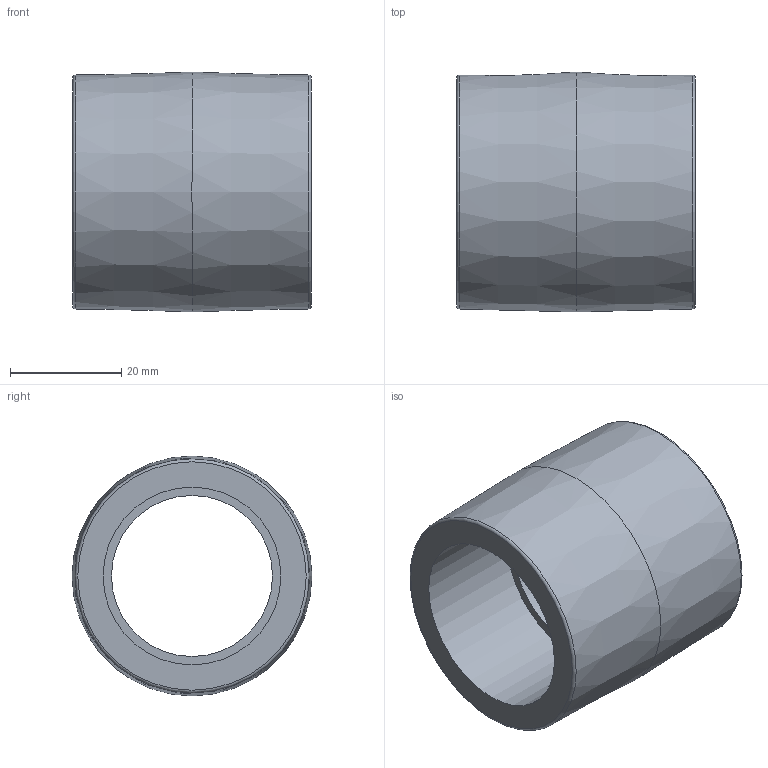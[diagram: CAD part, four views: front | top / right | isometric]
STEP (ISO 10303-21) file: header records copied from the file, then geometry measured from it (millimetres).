
FILE_DESCRIPTION(/* description */ ('PE100 Coupling, Ø32, PN16'),/* implementation_level */ '2;1');
FILE_NAME(/* name */ 'MIE-RC-032',/* time_stamp */ '2023-01-10T10:02:23+01:00',/* author */ ('COAB Solutions'),/* organization */ ('GPA Flowsystem'),/* preprocessor_version */ 'www.coabsolutions.com - creating and organizing all your 3D drawings',/* originating_system */ 'Autodesk Inventor 2021',/* authorisation */ '');
FILE_SCHEMA (('AUTOMOTIVE_DESIGN { 1 0 10303 214 3 1 1 }'));
Length unit declared in the file: millimetre
Products named in the file (1): MIE-RC-032
Bounding box: 43 x 43.2 x 43.2 mm (x, y, z)
Volume: 27276.7 mm3; surface area: 11468.1 mm2
Topology: 1 solids, 1 shells, 11 faces, 20 edges, 13 vertices
Faces by surface type: plane 4, cylinder 3, torus 2, cone 2
Full cylindrical faces by diameter (mm): 29 x1, 32 x2
Entity records: 326 total; most frequent: DIRECTION 59, CARTESIAN_POINT 45, ORIENTED_EDGE 40, AXIS2_PLACEMENT_3D 27, EDGE_CURVE 20, EDGE_LOOP 15, CIRCLE 15, VERTEX_POINT 13
